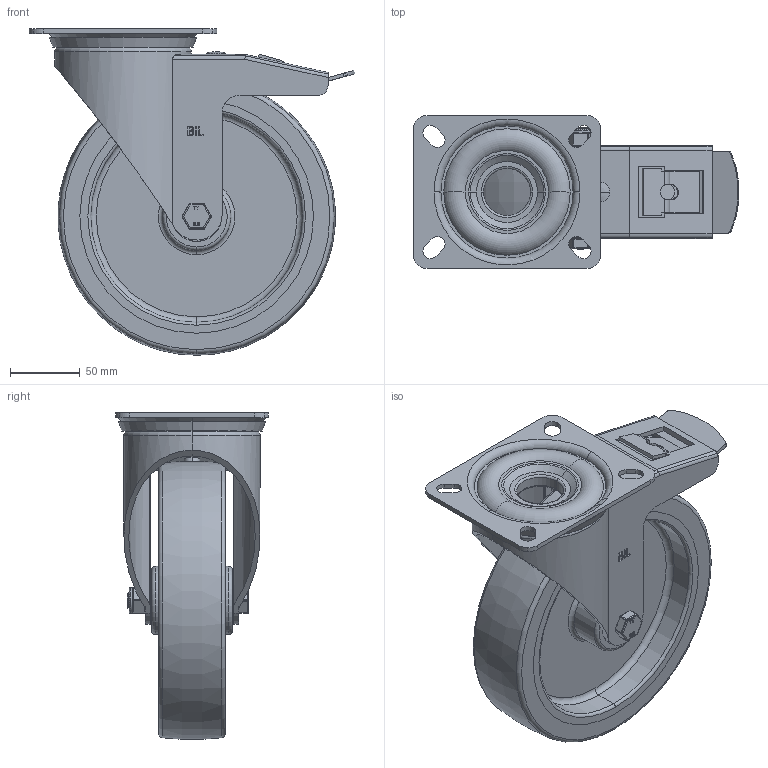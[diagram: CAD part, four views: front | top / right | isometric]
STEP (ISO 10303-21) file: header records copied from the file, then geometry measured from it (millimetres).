
FILE_DESCRIPTION(('STEP AP214'),'1');
FILE_NAME('BZMM200NPBSWB.STEP','2022-09-15T15:25:58',(' '),(' '),'Spatial InterOp 3D',' ',' ');
FILE_SCHEMA(('AUTOMOTIVE_DESIGN { 1 0 10303 214 1 1 1 1 }'));
Length unit declared in the file: metre
Products named in the file (31): ZINC PLATED, PRESSED STEEL TOP PLATE; ZINC PLATED, PRESSED STEEL TOP PLATE Geometry; BALL BEARINGS; Component1; BZMM200ASSWB; ZINC PLATED, PRESSED STEEL FORKS; BEARING SEAL; ZINC PLATED, PRESSED STEEL BRAKE PEDAL; BRAKE PAD; BRAKE PAD Geometry; BOLT; NUT; BRAKE BOLT; BZMM200NPBSWB; BZMM200WNPRB2058; POLYURETHANE TYRE; NYLON RIM; NYLON RIM Geometry; CAP; ROLLER BEARING; CAGE; Pattern; Component2; HEXBOLTM12X80Z8.8; GRADE 8.8 ZINC PLATED BOLT; NYLOC NUT; RUBBER; NUT2; NYLOCM12Z; TUBEM20X5860; ZINC PLATED AXLE TUBE
Assembly tree (78 placements, depth 5):
  BZMM200NPBSWB
    BZMM200ASSWB
      ZINC PLATED, PRESSED STEEL TOP PLATE
        ZINC PLATED, PRESSED STEEL TOP PLATE Geometry
        BALL BEARINGS
          Component1  x40
      ZINC PLATED, PRESSED STEEL FORKS
      BEARING SEAL
      ZINC PLATED, PRESSED STEEL BRAKE PEDAL
      BRAKE PAD
        BRAKE PAD Geometry
        BOLT
        NUT
        BRAKE BOLT
    BZMM200WNPRB2058
      POLYURETHANE TYRE
      NYLON RIM
        NYLON RIM Geometry
        CAP
      ROLLER BEARING
        CAGE
        Pattern
          Component2  x10
    HEXBOLTM12X80Z8.8
      GRADE 8.8 ZINC PLATED BOLT
    NYLOCM12Z
      NYLOC NUT
        RUBBER
        NUT2
    TUBEM20X5860
      ZINC PLATED AXLE TUBE
Bounding box: 234.28 x 110 x 234.87 mm (x, y, z)
Volume: 1050352.5 mm3; surface area: 348054.6 mm2
Topology: 66 solids, 66 shells, 903 faces, 2353 edges, 1427 vertices
Faces by surface type: cylinder 331, plane 331, sphere 118, torus 56, extrusion 46, cone 16, bspline 5
Entity records: 36157 total; most frequent: CARTESIAN_POINT 15466, DIRECTION 4247, ORIENTED_EDGE 4082, EDGE_CURVE 2041, AXIS2_PLACEMENT_3D 1595, VERTEX_POINT 1295, VECTOR 1057, LINE 1011
